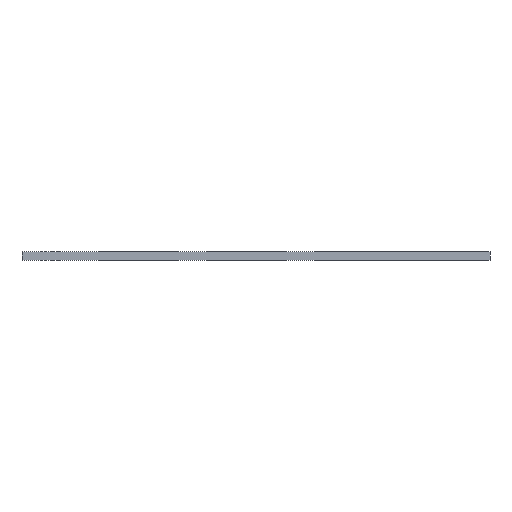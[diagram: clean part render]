
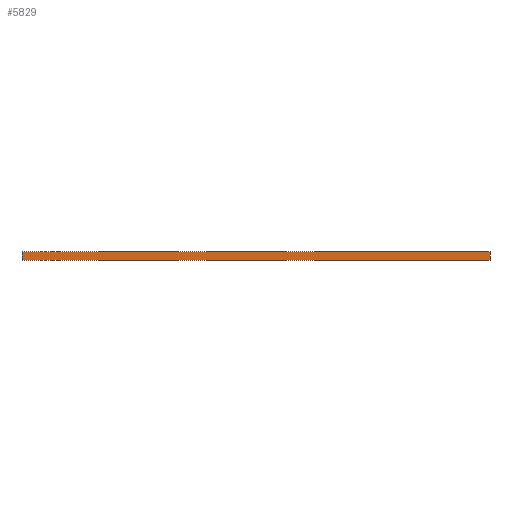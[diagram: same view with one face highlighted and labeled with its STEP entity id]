
A CAD part, left-side view. The second image highlights one B-rep face of the part: STEP entity #5829.
In plain terms, the highlighted planar face has unit normal (-1, 0, 0).
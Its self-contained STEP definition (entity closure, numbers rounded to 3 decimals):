
#877=FACE_OUTER_BOUND('',#1222,.T.);
#1222=EDGE_LOOP('',(#5170,#5171,#5172,#5173));
#1636=LINE('',#10616,#2129);
#1656=LINE('',#10697,#2149);
#1715=LINE('',#10853,#2208);
#1716=LINE('',#10855,#2209);
#2129=VECTOR('',#6584,10.);
#2149=VECTOR('',#6646,10.);
#2208=VECTOR('',#6819,10.);
#2209=VECTOR('',#6822,10.);
#2681=VERTEX_POINT('',#10613);
#2682=VERTEX_POINT('',#10615);
#2721=VERTEX_POINT('',#10694);
#2722=VERTEX_POINT('',#10696);
#3464=EDGE_CURVE('',#2681,#2682,#1636,.T.);
#3504=EDGE_CURVE('',#2721,#2722,#1656,.T.);
#3583=EDGE_CURVE('',#2721,#2682,#1715,.T.);
#3584=EDGE_CURVE('',#2722,#2681,#1716,.T.);
#5170=ORIENTED_EDGE('',*,*,#3504,.F.);
#5171=ORIENTED_EDGE('',*,*,#3583,.T.);
#5172=ORIENTED_EDGE('',*,*,#3464,.F.);
#5173=ORIENTED_EDGE('',*,*,#3584,.F.);
#5564=PLANE('',#6064);
#5829=ADVANCED_FACE('',(#877),#5564,.T.);
#6064=AXIS2_PLACEMENT_3D('',#10854,#6820,#6821);
#6584=DIRECTION('',(0.,-1.,0.));
#6646=DIRECTION('',(0.,1.,0.));
#6819=DIRECTION('',(0.,0.,1.));
#6820=DIRECTION('center_axis',(-1.,0.,0.));
#6821=DIRECTION('ref_axis',(0.,-1.,0.));
#6822=DIRECTION('',(0.,0.,1.));
#10613=CARTESIAN_POINT('',(-41.6,54.1,1.5));
#10615=CARTESIAN_POINT('',(-41.6,-29.,1.5));
#10616=CARTESIAN_POINT('',(-41.6,-29.,1.5));
#10694=CARTESIAN_POINT('',(-41.6,-29.,0.));
#10696=CARTESIAN_POINT('',(-41.6,54.1,0.));
#10697=CARTESIAN_POINT('',(-41.6,-29.,0.));
#10853=CARTESIAN_POINT('',(-41.6,-29.,0.));
#10854=CARTESIAN_POINT('Origin',(-41.6,54.1,0.));
#10855=CARTESIAN_POINT('',(-41.6,54.1,0.));
